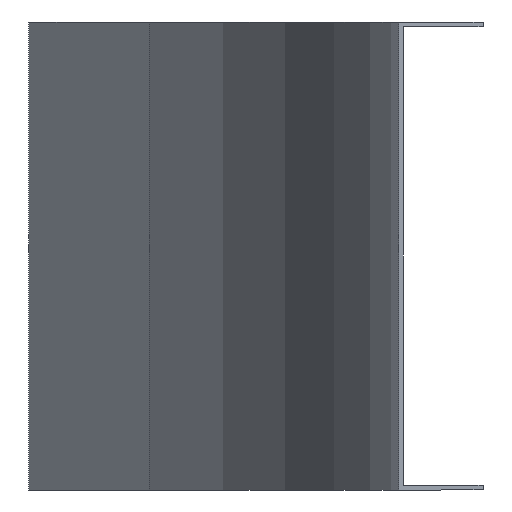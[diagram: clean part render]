
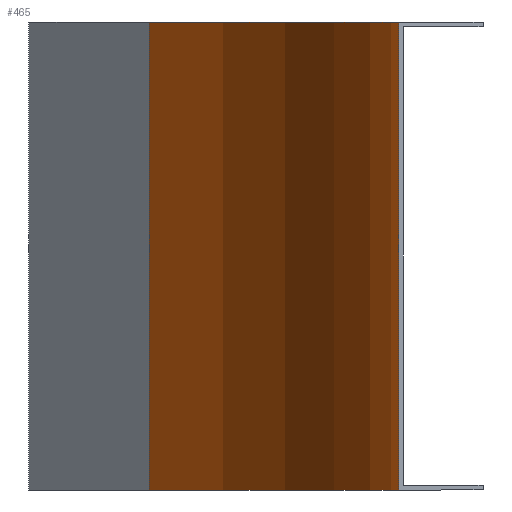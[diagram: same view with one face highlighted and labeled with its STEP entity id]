
A CAD part, left-side view. The second image highlights one B-rep face of the part: STEP entity #465.
In plain terms, the highlighted cylindrical face has radius 149.2 mm (diameter 298.4 mm), a partial arc.
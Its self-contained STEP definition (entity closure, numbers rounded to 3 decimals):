
#21 = CARTESIAN_POINT ( 'NONE',  ( 29.792, 164., -81.2 ) ) ;
#23 = DIRECTION ( 'NONE',  ( 0., 0., 1. ) ) ;
#37 = DIRECTION ( 'NONE',  ( 1., 0., 0. ) ) ;
#41 = DIRECTION ( 'NONE',  ( 0., 0., 1. ) ) ;
#42 = CARTESIAN_POINT ( 'NONE',  ( 29.792, 164., -81.2 ) ) ;
#43 = DIRECTION ( 'NONE',  ( 1., 0., 0. ) ) ;
#53 = DIRECTION ( 'NONE',  ( 0., 0., 1. ) ) ;
#56 = CARTESIAN_POINT ( 'NONE',  ( 135.292, 58.5, -81.2 ) ) ;
#60 = DIRECTION ( 'NONE',  ( 0., 0., 1. ) ) ;
#61 = CARTESIAN_POINT ( 'NONE',  ( 29.792, 14.8, -81.2 ) ) ;
#68 = DIRECTION ( 'NONE',  ( 1., 0., 0. ) ) ;
#70 = DIRECTION ( 'NONE',  ( 0., 0., 1. ) ) ;
#74 = CARTESIAN_POINT ( 'NONE',  ( 29.792, 164., 0.8 ) ) ;
#104 = CARTESIAN_POINT ( 'NONE',  ( 29.792, 14.8, 0.8 ) ) ;
#125 = CARTESIAN_POINT ( 'NONE',  ( 135.292, 58.5, -81.2 ) ) ;
#134 = CARTESIAN_POINT ( 'NONE',  ( 135.292, 58.5, 0.8 ) ) ;
#148 = CARTESIAN_POINT ( 'NONE',  ( 29.792, 14.8, -81.2 ) ) ;
#180 = EDGE_LOOP ( 'NONE', ( #440, #448, #441, #444 ) ) ;
#242 = VECTOR ( 'NONE', #53, 1000. ) ;
#243 = CIRCLE ( 'NONE', #474, 149.2 ) ;
#245 = LINE ( 'NONE', #56, #242 ) ;
#246 = VECTOR ( 'NONE', #60, 1000. ) ;
#249 = LINE ( 'NONE', #61, #246 ) ;
#256 = CIRCLE ( 'NONE', #478, 149.2 ) ;
#290 = CYLINDRICAL_SURFACE ( 'NONE', #493, 149.2 ) ;
#305 = FACE_OUTER_BOUND ( 'NONE', #180, .T. ) ;
#306 = VERTEX_POINT ( 'NONE', #148 ) ;
#308 = VERTEX_POINT ( 'NONE', #134 ) ;
#320 = VERTEX_POINT ( 'NONE', #125 ) ;
#329 = VERTEX_POINT ( 'NONE', #104 ) ;
#440 = ORIENTED_EDGE ( 'NONE', *, *, #527, .T. ) ;
#441 = ORIENTED_EDGE ( 'NONE', *, *, #534, .F. ) ;
#444 = ORIENTED_EDGE ( 'NONE', *, *, #530, .T. ) ;
#448 = ORIENTED_EDGE ( 'NONE', *, *, #533, .F. ) ;
#465 = ADVANCED_FACE ( 'NONE', ( #305 ), #290, .F. ) ;
#474 = AXIS2_PLACEMENT_3D ( 'NONE', #42, #41, #37 ) ;
#478 = AXIS2_PLACEMENT_3D ( 'NONE', #74, #70, #68 ) ;
#493 = AXIS2_PLACEMENT_3D ( 'NONE', #21, #23, #43 ) ;
#527 = EDGE_CURVE ( 'NONE', #329, #308, #256, .T. ) ;
#530 = EDGE_CURVE ( 'NONE', #306, #329, #249, .T. ) ;
#533 = EDGE_CURVE ( 'NONE', #320, #308, #245, .T. ) ;
#534 = EDGE_CURVE ( 'NONE', #306, #320, #243, .T. ) ;
